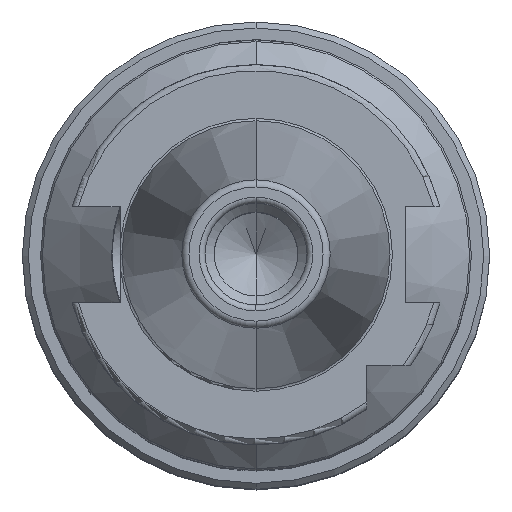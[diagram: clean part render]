
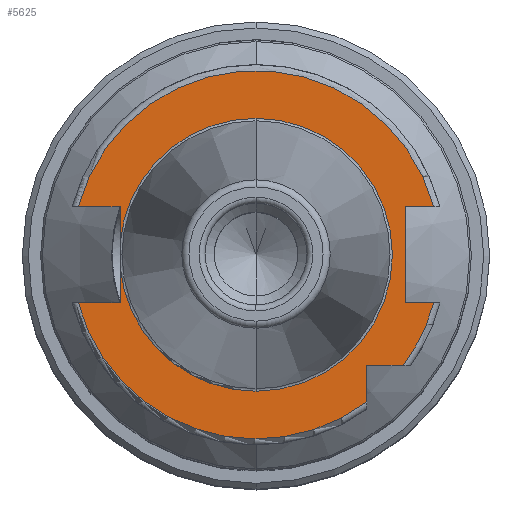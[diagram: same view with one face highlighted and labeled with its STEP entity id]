
A CAD part, top view. The second image highlights one B-rep face of the part: STEP entity #5625.
In plain terms, the highlighted planar face has unit normal (0, 0, 1).
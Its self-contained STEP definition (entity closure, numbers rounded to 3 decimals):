
#273=CARTESIAN_POINT('',(0,0,15.9));
#274=DIRECTION('',(0,0,-1));
#275=DIRECTION('',(0,1,0));
#276=AXIS2_PLACEMENT_3D('',#273,#274,#275);
#288=CARTESIAN_POINT('',(0,0,15.9));
#289=DIRECTION('',(0,0,1));
#290=DIRECTION('',(0,1,0));
#291=AXIS2_PLACEMENT_3D('',#288,#289,#290);
#303=CARTESIAN_POINT('',(0,0,15.9));
#304=DIRECTION('',(0,0,1));
#305=DIRECTION('',(-0.996,-0.094,0));
#306=AXIS2_PLACEMENT_3D('',#303,#304,#305);
#2333=CARTESIAN_POINT('',(0,0,15.9));
#2334=DIRECTION('',(0,0,1));
#2335=DIRECTION('',(0.965,0.262,0));
#2336=AXIS2_PLACEMENT_3D('',#2333,#2334,#2335);
#2384=CARTESIAN_POINT('',(0,0,15.9));
#2385=DIRECTION('',(0,0,1));
#2386=DIRECTION('',(-0.965,-0.262,0));
#2387=AXIS2_PLACEMENT_3D('',#2384,#2385,#2386);
#2400=DIRECTION('',(1,0,0));
#2401=VECTOR('',#2400,7.004);
#2402=CARTESIAN_POINT('',(-29.704,-8.05,15.9));
#2403=LINE('',#2402,#2401);
#2404=DIRECTION('',(0,1,0));
#2405=VECTOR('',#2404,5.917);
#2406=CARTESIAN_POINT('',(-22.7,-8.05,15.9));
#2407=LINE('',#2406,#2405);
#2408=DIRECTION('',(0,1,0));
#2409=VECTOR('',#2408,5.917);
#2410=CARTESIAN_POINT('',(-22.7,2.133,15.9));
#2411=LINE('',#2410,#2409);
#2412=DIRECTION('',(1,0,0));
#2413=VECTOR('',#2412,7.004);
#2414=CARTESIAN_POINT('',(-29.704,8.05,15.9));
#2415=LINE('',#2414,#2413);
#2416=DIRECTION('',(-1,0,0));
#2417=VECTOR('',#2416,4.704);
#2418=CARTESIAN_POINT('',(29.704,8.05,15.9));
#2419=LINE('',#2418,#2417);
#2420=DIRECTION('',(0,-1,0));
#2421=VECTOR('',#2420,16.1);
#2422=CARTESIAN_POINT('',(25,8.05,15.9));
#2423=LINE('',#2422,#2421);
#2424=DIRECTION('',(-1,0,0));
#2425=VECTOR('',#2424,4.704);
#2426=CARTESIAN_POINT('',(29.704,-8.05,15.9));
#2427=LINE('',#2426,#2425);
#2428=CARTESIAN_POINT('',(0,0,15.9));
#2429=DIRECTION('',(0,0,1));
#2430=DIRECTION('',(0.799,-0.601,0));
#2431=AXIS2_PLACEMENT_3D('',#2428,#2429,#2430);
#2433=DIRECTION('',(-1,0,0));
#2434=VECTOR('',#2433,6.094);
#2435=CARTESIAN_POINT('',(24.594,-18.5,15.9));
#2436=LINE('',#2435,#2434);
#2437=DIRECTION('',(0,1,0));
#2438=VECTOR('',#2437,6.094);
#2439=CARTESIAN_POINT('',(18.5,-24.594,15.9));
#2440=LINE('',#2439,#2438);
#2549=CARTESIAN_POINT('',(0,22.8,15.9));
#2551=VERTEX_POINT('',#2549);
#2573=CARTESIAN_POINT('',(0,-22.8,15.9));
#2575=VERTEX_POINT('',#2573);
#2699=CARTESIAN_POINT('',(-29.704,-8.05,15.9));
#2700=CARTESIAN_POINT('',(-22.7,-8.05,15.9));
#2701=VERTEX_POINT('',#2699);
#2702=VERTEX_POINT('',#2700);
#2703=CARTESIAN_POINT('',(-22.7,-2.133,15.9));
#2704=VERTEX_POINT('',#2703);
#2705=CARTESIAN_POINT('',(-22.7,2.133,15.9));
#2706=CARTESIAN_POINT('',(-22.7,8.05,15.9));
#2707=VERTEX_POINT('',#2705);
#2708=VERTEX_POINT('',#2706);
#2709=CARTESIAN_POINT('',(-29.704,8.05,15.9));
#2710=VERTEX_POINT('',#2709);
#2711=CARTESIAN_POINT('',(25,8.05,15.9));
#2712=CARTESIAN_POINT('',(25,-8.05,15.9));
#2713=VERTEX_POINT('',#2711);
#2714=VERTEX_POINT('',#2712);
#2715=CARTESIAN_POINT('',(29.704,-8.05,15.9));
#2716=VERTEX_POINT('',#2715);
#2717=CARTESIAN_POINT('',(29.704,8.05,15.9));
#2718=VERTEX_POINT('',#2717);
#2719=CARTESIAN_POINT('',(18.5,-24.594,15.9));
#2720=CARTESIAN_POINT('',(18.5,-18.5,15.9));
#2721=VERTEX_POINT('',#2719);
#2722=VERTEX_POINT('',#2720);
#2723=CARTESIAN_POINT('',(24.594,-18.5,15.9));
#2724=VERTEX_POINT('',#2723);
#5600=CARTESIAN_POINT('',(0,0,15.9));
#5601=DIRECTION('',(0,0,-1));
#5602=DIRECTION('',(0,-1,0));
#5603=AXIS2_PLACEMENT_3D('',#5600,#5601,#5602);
#5604=PLANE('',#5603);
#5605=ORIENTED_EDGE('',*,*,#4990,.T.);
#5606=ORIENTED_EDGE('',*,*,#3493,.T.);
#5607=ORIENTED_EDGE('',*,*,#3474,.T.);
#5608=ORIENTED_EDGE('',*,*,#3454,.F.);
#5609=ORIENTED_EDGE('',*,*,#3469,.T.);
#5610=ORIENTED_EDGE('',*,*,#3490,.T.);
#5612=ORIENTED_EDGE('',*,*,#5611,.F.);
#5613=ORIENTED_EDGE('',*,*,#5577,.F.);
#5615=ORIENTED_EDGE('',*,*,#5614,.T.);
#5617=ORIENTED_EDGE('',*,*,#5616,.T.);
#5618=ORIENTED_EDGE('',*,*,#5224,.F.);
#5619=ORIENTED_EDGE('',*,*,#5567,.F.);
#5620=ORIENTED_EDGE('',*,*,#5097,.T.);
#5621=ORIENTED_EDGE('',*,*,#5150,.F.);
#5622=ORIENTED_EDGE('',*,*,#5594,.F.);
#5623=EDGE_LOOP('',(#5605,#5606,#5607,#5608,#5609,#5610,#5612,#5613,#5615,#5617,
#5618,#5619,#5620,#5621,#5622));
#5624=FACE_OUTER_BOUND('',#5623,.F.);
#5625=ADVANCED_FACE('',(#5624),#5604,.F.);
#277=CIRCLE('',#276,22.8);
#292=CIRCLE('',#291,22.8);
#307=CIRCLE('',#306,22.8);
#2337=CIRCLE('',#2336,30.775);
#2388=CIRCLE('',#2387,30.775);
#2432=CIRCLE('',#2431,30.775);
#3454=EDGE_CURVE('',#2551,#2575,#277,.T.);
#3469=EDGE_CURVE('',#2551,#2707,#292,.T.);
#3474=EDGE_CURVE('',#2704,#2575,#307,.T.);
#3490=EDGE_CURVE('',#2707,#2708,#2411,.T.);
#3493=EDGE_CURVE('',#2702,#2704,#2407,.T.);
#4990=EDGE_CURVE('',#2701,#2702,#2403,.T.);
#5097=EDGE_CURVE('',#2724,#2722,#2436,.T.);
#5150=EDGE_CURVE('',#2721,#2722,#2440,.T.);
#5224=EDGE_CURVE('',#2716,#2714,#2427,.T.);
#5567=EDGE_CURVE('',#2724,#2716,#2432,.T.);
#5577=EDGE_CURVE('',#2718,#2710,#2337,.T.);
#5594=EDGE_CURVE('',#2701,#2721,#2388,.T.);
#5611=EDGE_CURVE('',#2710,#2708,#2415,.T.);
#5614=EDGE_CURVE('',#2718,#2713,#2419,.T.);
#5616=EDGE_CURVE('',#2713,#2714,#2423,.T.);
